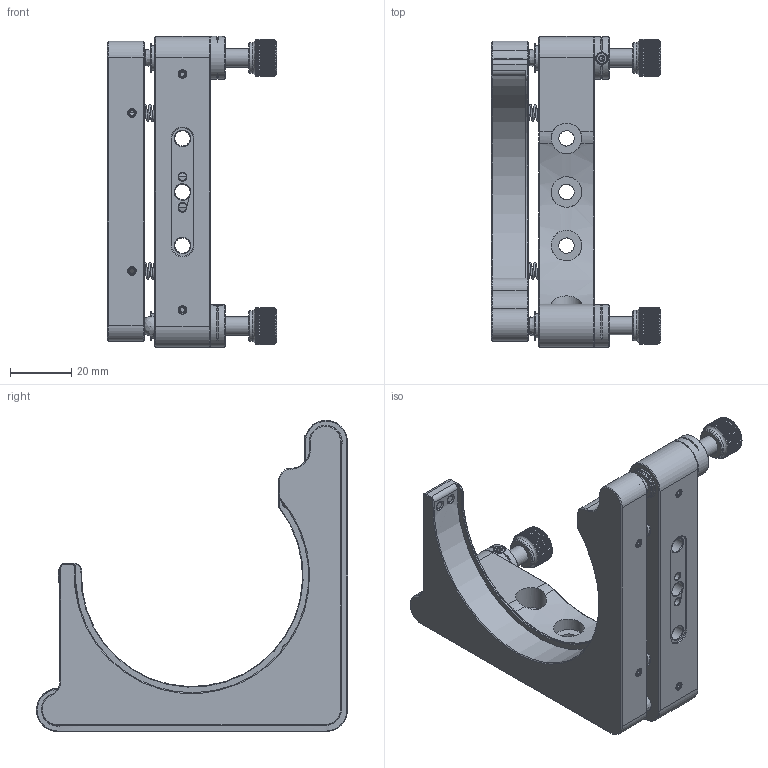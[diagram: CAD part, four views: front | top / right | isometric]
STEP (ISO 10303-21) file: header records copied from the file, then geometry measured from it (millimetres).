
FILE_DESCRIPTION (( 'STEP AP203' ), '1' );
FILE_NAME ('519958.STEP', '2025-02-20T08:37:54', ( 'Windows User' ), ( 'P R C' ), 'SwSTEP 2.0', 'SolidWorks 2020', '' );
FILE_SCHEMA (( 'CONFIG_CONTROL_DESIGN' ));
Length unit declared in the file: millimetre
Products named in the file (1): 519958
Bounding box: 55.2 x 101.6 x 101.6 mm (x, y, z)
Surface area: 33848.3 mm2 (no closed solid volume)
Topology: 0 solids, 48 shells, 845 faces, 2447 edges, 1637 vertices
Faces by surface type: plane 483, cylinder 246, cone 98, bspline 18
Full cylindrical faces by diameter (mm): 1.5 x4, 2 x4, 2.4 x2, 2.5 x2, 3.3 x2, 4 x6, 5 x6, 5.5 x1, 6 x6, 8 x2, 9.5 x4, 9.6 x1, 10 x8, 10.5 x2, 14 x2
Entity records: 37905 total; most frequent: CARTESIAN_POINT 17781, ORIENTED_EDGE 4267, DIRECTION 3672, EDGE_CURVE 2246, VERTEX_POINT 1562, AXIS2_PLACEMENT_3D 1413, EDGE_LOOP 1037, FACE_OUTER_BOUND 897
